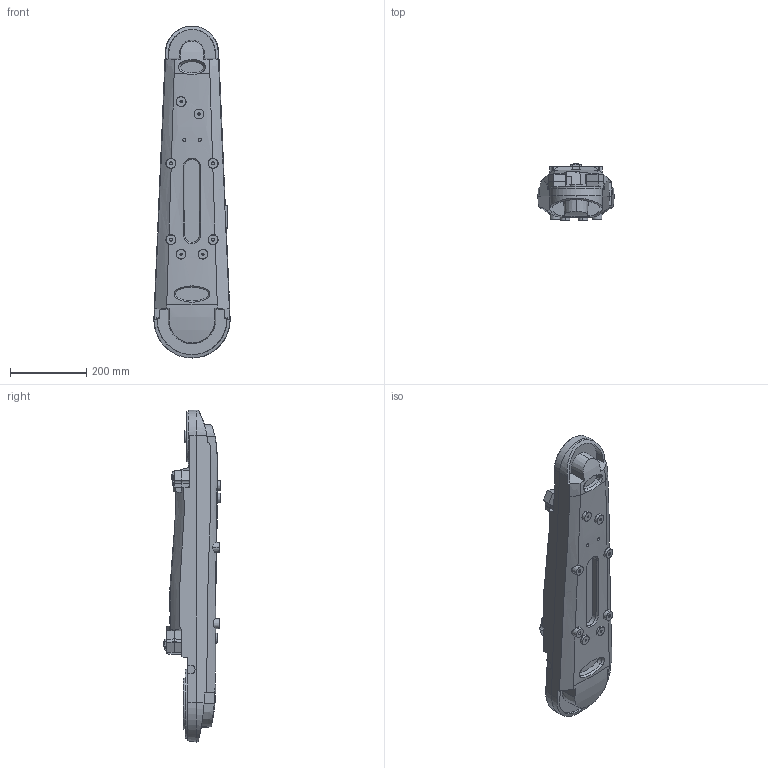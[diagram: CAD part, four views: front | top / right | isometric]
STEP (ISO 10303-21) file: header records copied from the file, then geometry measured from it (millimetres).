
FILE_DESCRIPTION (( 'STEP AP214' ), '1' );
FILE_NAME ('IRB2600_20-165_LINK2_CAD_rev02.STEP', '2016-12-02T11:52:24', ( 'ABB' ), ( 'ABB' ), 'SwSTEP 2.0', 'SolidWorks 2014', '' );
FILE_SCHEMA (( 'AUTOMOTIVE_DESIGN' ));
Length unit declared in the file: millimetre
Products named in the file (1): IRB2600_20-165_LINK2_CAD_rev02
Bounding box: 199.82 x 150 x 870 mm (x, y, z)
Volume: 12055103.8 mm3; surface area: 510517.4 mm2
Topology: 1 solids, 7 shells, 460 faces, 1170 edges, 754 vertices
Faces by surface type: plane 238, cone 122, cylinder 53, bspline 47
Entity records: 24109 total; most frequent: CARTESIAN_POINT 13434, ORIENTED_EDGE 2328, DIRECTION 1954, EDGE_CURVE 1164, VERTEX_POINT 754, AXIS2_PLACEMENT_3D 654, VECTOR 646, LINE 646
